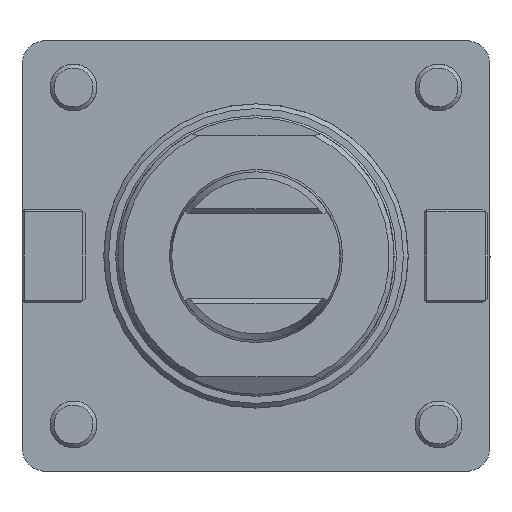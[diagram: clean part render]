
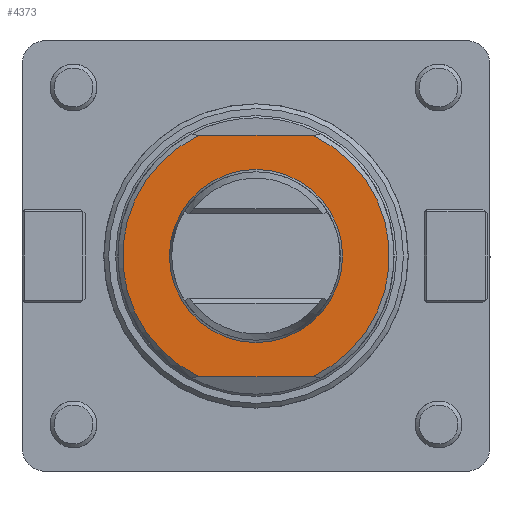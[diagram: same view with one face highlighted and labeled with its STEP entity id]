
A CAD part, front view. The second image highlights one B-rep face of the part: STEP entity #4373.
In plain terms, the highlighted planar face has unit normal (0, -1, 0).
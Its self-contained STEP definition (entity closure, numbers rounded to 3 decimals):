
#183 = EDGE_CURVE ( 'NONE', #12019, #8256, #16557, .T. ) ;
#626 = EDGE_CURVE ( 'NONE', #13420, #12019, #20976, .T. ) ;
#1394 = ORIENTED_EDGE ( 'NONE', *, *, #183, .T. ) ;
#2065 = ORIENTED_EDGE ( 'NONE', *, *, #626, .T. ) ;
#2408 = FACE_OUTER_BOUND ( 'NONE', #10058, .T. ) ;
#2728 = ORIENTED_EDGE ( 'NONE', *, *, #17575, .F. ) ;
#2991 = LINE ( 'NONE', #10066, #5285 ) ;
#4373 = ADVANCED_FACE ( 'Defeature completata3_25', ( #5991, #2408 ), #9581, .F. ) ;
#5285 = VECTOR ( 'NONE', #15376, 1000. ) ;
#5909 = CARTESIAN_POINT ( 'NONE',  ( -12.217, 0., -25.749 ) ) ;
#5991 = FACE_BOUND ( 'NONE', #13554, .T. ) ;
#7880 = EDGE_CURVE ( 'NONE', #8256, #18963, #11761, .T. ) ;
#8256 = VERTEX_POINT ( 'NONE', #15280 ) ;
#9581 = PLANE ( 'NONE',  #22356 ) ;
#10040 = DIRECTION ( 'NONE',  ( 0., -1., 0. ) ) ;
#10058 = EDGE_LOOP ( 'NONE', ( #2728, #2065, #1394, #20268 ) ) ;
#10066 = CARTESIAN_POINT ( 'NONE',  ( 45., 0., -25.749 ) ) ;
#10229 = CARTESIAN_POINT ( 'NONE',  ( 0., 0., 18.5 ) ) ;
#10346 = CARTESIAN_POINT ( 'NONE',  ( 12.217, 0., -25.749 ) ) ;
#10518 = CARTESIAN_POINT ( 'NONE',  ( 12.217, 0., 25.749 ) ) ;
#11681 = CARTESIAN_POINT ( 'NONE',  ( 0., 0., 0. ) ) ;
#11761 = CIRCLE ( 'NONE', #13579, 28.5 ) ;
#12019 = VERTEX_POINT ( 'NONE', #10518 ) ;
#12430 = ORIENTED_EDGE ( 'NONE', *, *, #14805, .F. ) ;
#12807 = DIRECTION ( 'NONE',  ( 0., -1., 0. ) ) ;
#13194 = CARTESIAN_POINT ( 'NONE',  ( 45., 0., 25.749 ) ) ;
#13360 = AXIS2_PLACEMENT_3D ( 'NONE', #11681, #10040, #18474 ) ;
#13420 = VERTEX_POINT ( 'NONE', #10346 ) ;
#13554 = EDGE_LOOP ( 'NONE', ( #12430 ) ) ;
#13579 = AXIS2_PLACEMENT_3D ( 'NONE', #15839, #18212, #16591 ) ;
#14805 = EDGE_CURVE ( 'NONE', #17267, #17267, #14848, .T. ) ;
#14848 = CIRCLE ( 'NONE', #13360, 18.5 ) ;
#15280 = CARTESIAN_POINT ( 'NONE',  ( -12.217, 0., 25.749 ) ) ;
#15344 = VECTOR ( 'NONE', #19946, 1000. ) ;
#15376 = DIRECTION ( 'NONE',  ( -1., 0., 0. ) ) ;
#15839 = CARTESIAN_POINT ( 'NONE',  ( 0., 0., 0. ) ) ;
#16557 = LINE ( 'NONE', #13194, #15344 ) ;
#16591 = DIRECTION ( 'NONE',  ( 0., 0., -1. ) ) ;
#16983 = DIRECTION ( 'NONE',  ( 0., 1., 0. ) ) ;
#17267 = VERTEX_POINT ( 'NONE', #10229 ) ;
#17575 = EDGE_CURVE ( 'NONE', #13420, #18963, #2991, .T. ) ;
#18212 = DIRECTION ( 'NONE',  ( 0., -1., 0. ) ) ;
#18474 = DIRECTION ( 'NONE',  ( 0., 0., 1. ) ) ;
#18721 = CARTESIAN_POINT ( 'NONE',  ( 45., 0., -41. ) ) ;
#18963 = VERTEX_POINT ( 'NONE', #5909 ) ;
#19892 = DIRECTION ( 'NONE',  ( 0., 0., -1. ) ) ;
#19946 = DIRECTION ( 'NONE',  ( -1., 0., 0. ) ) ;
#20026 = DIRECTION ( 'NONE',  ( 0., 0., 1. ) ) ;
#20268 = ORIENTED_EDGE ( 'NONE', *, *, #7880, .T. ) ;
#20976 = CIRCLE ( 'NONE', #21344, 28.5 ) ;
#21344 = AXIS2_PLACEMENT_3D ( 'NONE', #21643, #12807, #19892 ) ;
#21643 = CARTESIAN_POINT ( 'NONE',  ( 0., 0., 0. ) ) ;
#22356 = AXIS2_PLACEMENT_3D ( 'NONE', #18721, #16983, #20026 ) ;
